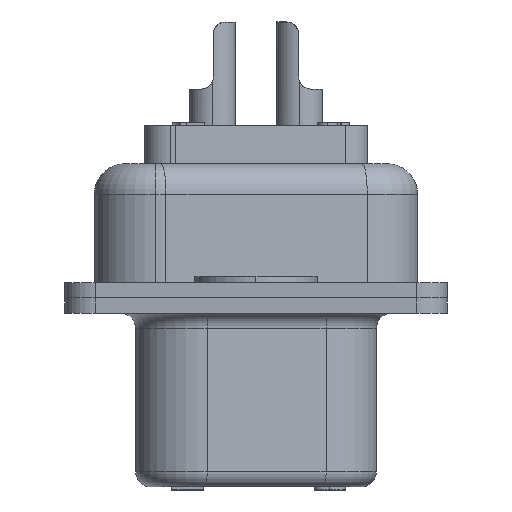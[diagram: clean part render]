
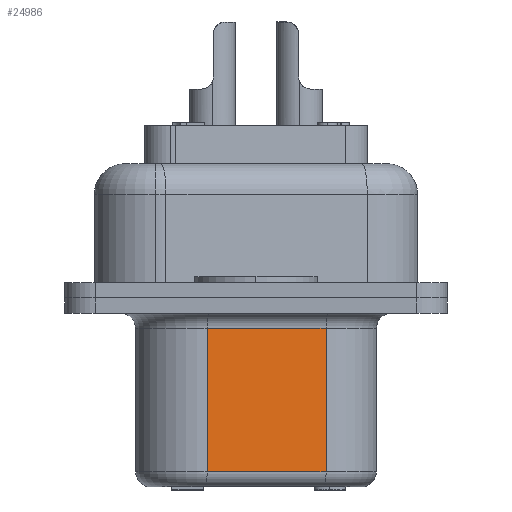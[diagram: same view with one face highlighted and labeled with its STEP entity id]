
A CAD part, left-side view. The second image highlights one B-rep face of the part: STEP entity #24986.
In plain terms, the highlighted face is planar.
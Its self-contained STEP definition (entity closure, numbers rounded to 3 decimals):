
#1623 = DIRECTION ( 'NONE',  ( 0.174, 0.985, 0. ) ) ;
#4026 = VERTEX_POINT ( 'NONE', #10401 ) ;
#4783 = ORIENTED_EDGE ( 'NONE', *, *, #33737, .T. ) ;
#5108 = ORIENTED_EDGE ( 'NONE', *, *, #29942, .T. ) ;
#5239 = LINE ( 'NONE', #34998, #6104 ) ;
#5821 = LINE ( 'NONE', #18747, #18113 ) ;
#6104 = VECTOR ( 'NONE', #1623, 1000. ) ;
#6617 = DIRECTION ( 'NONE',  ( -0.985, 0.174, 0. ) ) ;
#10401 = CARTESIAN_POINT ( 'NONE',  ( 11.587, -2.297, 5.7 ) ) ;
#10450 = LINE ( 'NONE', #30783, #31689 ) ;
#10521 = VERTEX_POINT ( 'NONE', #28642 ) ;
#11702 = EDGE_LOOP ( 'NONE', ( #13689, #5108, #4783, #25033 ) ) ;
#12657 = DIRECTION ( 'NONE',  ( 0., 0., -1. ) ) ;
#12689 = DIRECTION ( 'NONE',  ( -0.174, -0.985, 0. ) ) ;
#13396 = VERTEX_POINT ( 'NONE', #17484 ) ;
#13689 = ORIENTED_EDGE ( 'NONE', *, *, #25407, .F. ) ;
#15638 = DIRECTION ( 'NONE',  ( -0.174, -0.985, 0. ) ) ;
#17484 = CARTESIAN_POINT ( 'NONE',  ( 12.275, 1.603, 1. ) ) ;
#18113 = VECTOR ( 'NONE', #12657, 1000. ) ;
#18747 = CARTESIAN_POINT ( 'NONE',  ( 11.587, -2.297, 6.2 ) ) ;
#19185 = VECTOR ( 'NONE', #31783, 1000. ) ;
#19996 = VERTEX_POINT ( 'NONE', #25524 ) ;
#20380 = EDGE_CURVE ( 'NONE', #19996, #13396, #5239, .T. ) ;
#22836 = CARTESIAN_POINT ( 'NONE',  ( 12.275, 1.603, 6.2 ) ) ;
#24724 = PLANE ( 'NONE',  #31871 ) ;
#24986 = ADVANCED_FACE ( 'NONE', ( #31464 ), #24724, .F. ) ;
#25033 = ORIENTED_EDGE ( 'NONE', *, *, #20380, .T. ) ;
#25407 = EDGE_CURVE ( 'NONE', #10521, #13396, #26694, .T. ) ;
#25524 = CARTESIAN_POINT ( 'NONE',  ( 11.587, -2.297, 1. ) ) ;
#26694 = LINE ( 'NONE', #22836, #19185 ) ;
#28642 = CARTESIAN_POINT ( 'NONE',  ( 12.275, 1.603, 5.7 ) ) ;
#29942 = EDGE_CURVE ( 'NONE', #10521, #4026, #10450, .T. ) ;
#30783 = CARTESIAN_POINT ( 'NONE',  ( 12.275, 1.603, 5.7 ) ) ;
#31032 = CARTESIAN_POINT ( 'NONE',  ( 12.275, 1.603, 6.2 ) ) ;
#31464 = FACE_OUTER_BOUND ( 'NONE', #11702, .T. ) ;
#31689 = VECTOR ( 'NONE', #15638, 1000. ) ;
#31783 = DIRECTION ( 'NONE',  ( 0., 0., -1. ) ) ;
#31871 = AXIS2_PLACEMENT_3D ( 'NONE', #31032, #6617, #12689 ) ;
#33737 = EDGE_CURVE ( 'NONE', #4026, #19996, #5821, .T. ) ;
#34998 = CARTESIAN_POINT ( 'NONE',  ( 12.275, 1.603, 1. ) ) ;
